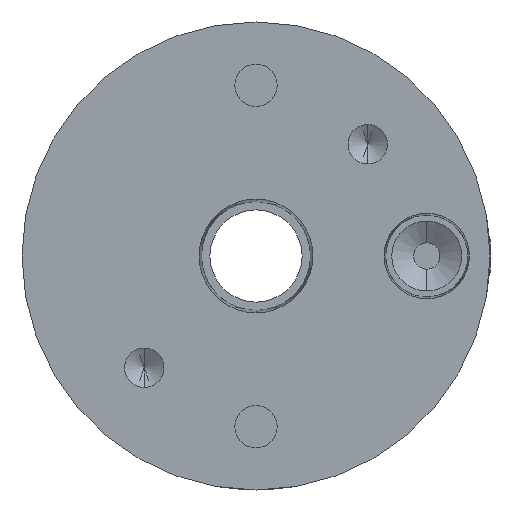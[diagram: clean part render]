
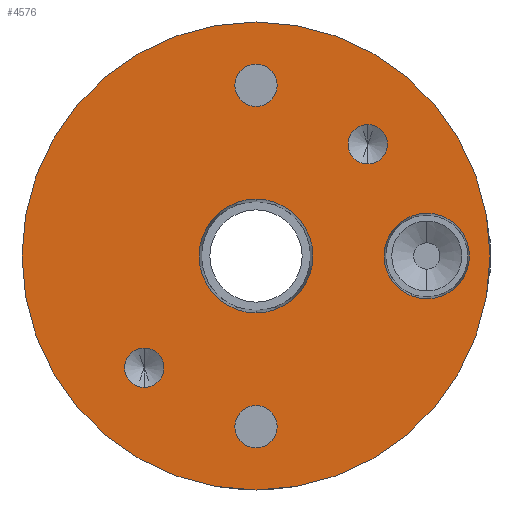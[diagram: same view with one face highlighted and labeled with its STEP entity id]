
A CAD part, front view. The second image highlights one B-rep face of the part: STEP entity #4576.
In plain terms, the highlighted planar face has unit normal (0, -1, 0).
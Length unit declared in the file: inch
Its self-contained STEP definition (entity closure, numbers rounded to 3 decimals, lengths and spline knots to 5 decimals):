
#52 = CIRCLE ( 'NONE', #1347, 0.09375 ) ;
#74 = EDGE_LOOP ( 'NONE', ( #3988, #506 ) ) ;
#128 = EDGE_CURVE ( 'NONE', #1636, #3146, #2708, .T. ) ;
#169 = EDGE_CURVE ( 'NONE', #2048, #4769, #1998, .T. ) ;
#312 = DIRECTION ( 'NONE',  ( 0., -1., 0. ) ) ;
#328 = CARTESIAN_POINT ( 'NONE',  ( 0., -1.1875, 0.81 ) ) ;
#368 = CARTESIAN_POINT ( 'NONE',  ( -0.53033, -1.1875, -0.53033 ) ) ;
#429 = CARTESIAN_POINT ( 'NONE',  ( 0., -1.1875, -0.81 ) ) ;
#506 = ORIENTED_EDGE ( 'NONE', *, *, #2630, .F. ) ;
#510 = DIRECTION ( 'NONE',  ( 0., 1., 0. ) ) ;
#521 = EDGE_CURVE ( 'NONE', #4651, #5181, #3437, .T. ) ;
#558 = CIRCLE ( 'NONE', #3608, 0.09375 ) ;
#589 = DIRECTION ( 'NONE',  ( 0., -1., 0. ) ) ;
#616 = EDGE_CURVE ( 'NONE', #2106, #4065, #3612, .T. ) ;
#705 = CARTESIAN_POINT ( 'NONE',  ( 0., -1.1875, -0.81 ) ) ;
#730 = CARTESIAN_POINT ( 'NONE',  ( 0., -1.1875, 0.9105 ) ) ;
#748 = CARTESIAN_POINT ( 'NONE',  ( 0.53033, -1.1875, 0.43658 ) ) ;
#757 = DIRECTION ( 'NONE',  ( 0., 0., -1. ) ) ;
#776 = DIRECTION ( 'NONE',  ( 0., 0., -1. ) ) ;
#799 = VERTEX_POINT ( 'NONE', #730 ) ;
#803 = DIRECTION ( 'NONE',  ( 0., 0., -1. ) ) ;
#849 = CARTESIAN_POINT ( 'NONE',  ( 0., -1.1875, -0.27002 ) ) ;
#899 = DIRECTION ( 'NONE',  ( 0., 1., 0. ) ) ;
#925 = CARTESIAN_POINT ( 'NONE',  ( 0., -1.1875, 0.7095 ) ) ;
#951 = VERTEX_POINT ( 'NONE', #2587 ) ;
#985 = AXIS2_PLACEMENT_3D ( 'NONE', #3172, #3999, #5381 ) ;
#995 = CARTESIAN_POINT ( 'NONE',  ( 0., -1.1875, -0.7095 ) ) ;
#1117 = CARTESIAN_POINT ( 'NONE',  ( 0.81, -1.1875, -0.2025 ) ) ;
#1159 = CARTESIAN_POINT ( 'NONE',  ( 0.81, -1.1875, 0. ) ) ;
#1180 = EDGE_CURVE ( 'NONE', #4769, #2048, #1490, .T. ) ;
#1220 = CARTESIAN_POINT ( 'NONE',  ( 0., -1.1875, 0. ) ) ;
#1242 = CIRCLE ( 'NONE', #3534, 1.11 ) ;
#1244 = AXIS2_PLACEMENT_3D ( 'NONE', #3659, #2389, #776 ) ;
#1266 = CARTESIAN_POINT ( 'NONE',  ( 0., -1.1875, 1.11 ) ) ;
#1283 = ORIENTED_EDGE ( 'NONE', *, *, #5253, .F. ) ;
#1306 = CARTESIAN_POINT ( 'NONE',  ( 0.81, -1.1875, 0. ) ) ;
#1347 = AXIS2_PLACEMENT_3D ( 'NONE', #2963, #2504, #3345 ) ;
#1378 = EDGE_CURVE ( 'NONE', #4065, #2106, #1242, .T. ) ;
#1447 = EDGE_CURVE ( 'NONE', #5256, #799, #4672, .T. ) ;
#1490 = CIRCLE ( 'NONE', #2378, 0.1005 ) ;
#1523 = ORIENTED_EDGE ( 'NONE', *, *, #1180, .F. ) ;
#1538 = FACE_BOUND ( 'NONE', #3037, .T. ) ;
#1552 = AXIS2_PLACEMENT_3D ( 'NONE', #1159, #4445, #1605 ) ;
#1565 = AXIS2_PLACEMENT_3D ( 'NONE', #328, #3530, #5223 ) ;
#1602 = DIRECTION ( 'NONE',  ( 0., 0., -1. ) ) ;
#1605 = DIRECTION ( 'NONE',  ( 0., 0., -1. ) ) ;
#1620 = DIRECTION ( 'NONE',  ( 0., -1., 0. ) ) ;
#1636 = VERTEX_POINT ( 'NONE', #1117 ) ;
#1669 = ORIENTED_EDGE ( 'NONE', *, *, #128, .F. ) ;
#1692 = ORIENTED_EDGE ( 'NONE', *, *, #1378, .F. ) ;
#1711 = DIRECTION ( 'NONE',  ( 0., -1., 0. ) ) ;
#1719 = CARTESIAN_POINT ( 'NONE',  ( 0., -1.1875, -1.11 ) ) ;
#1749 = EDGE_CURVE ( 'NONE', #951, #2712, #3632, .T. ) ;
#1793 = ORIENTED_EDGE ( 'NONE', *, *, #2794, .F. ) ;
#1858 = VERTEX_POINT ( 'NONE', #2849 ) ;
#1998 = CIRCLE ( 'NONE', #4839, 0.1005 ) ;
#2048 = VERTEX_POINT ( 'NONE', #5282 ) ;
#2075 = EDGE_LOOP ( 'NONE', ( #5410, #1523 ) ) ;
#2106 = VERTEX_POINT ( 'NONE', #1719 ) ;
#2202 = ORIENTED_EDGE ( 'NONE', *, *, #5067, .F. ) ;
#2374 = FACE_BOUND ( 'NONE', #3783, .T. ) ;
#2378 = AXIS2_PLACEMENT_3D ( 'NONE', #705, #312, #757 ) ;
#2379 = AXIS2_PLACEMENT_3D ( 'NONE', #3289, #1620, #4981 ) ;
#2389 = DIRECTION ( 'NONE',  ( 0., -1., 0. ) ) ;
#2504 = DIRECTION ( 'NONE',  ( 0., -1., 0. ) ) ;
#2538 = DIRECTION ( 'NONE',  ( 0., 0., 1. ) ) ;
#2587 = CARTESIAN_POINT ( 'NONE',  ( 0.53033, -1.1875, 0.62408 ) ) ;
#2593 = CARTESIAN_POINT ( 'NONE',  ( 0.81, -1.1875, 0.2025 ) ) ;
#2630 = EDGE_CURVE ( 'NONE', #1858, #2673, #3252, .T. ) ;
#2673 = VERTEX_POINT ( 'NONE', #3692 ) ;
#2708 = CIRCLE ( 'NONE', #1552, 0.2025 ) ;
#2712 = VERTEX_POINT ( 'NONE', #748 ) ;
#2786 = PLANE ( 'NONE',  #4159 ) ;
#2794 = EDGE_CURVE ( 'NONE', #2712, #951, #558, .T. ) ;
#2849 = CARTESIAN_POINT ( 'NONE',  ( -0.53033, -1.1875, -0.43658 ) ) ;
#2854 = ORIENTED_EDGE ( 'NONE', *, *, #1447, .F. ) ;
#2924 = CARTESIAN_POINT ( 'NONE',  ( 0.53033, -1.1875, 0.53033 ) ) ;
#2956 = ORIENTED_EDGE ( 'NONE', *, *, #1749, .F. ) ;
#2963 = CARTESIAN_POINT ( 'NONE',  ( -0.53033, -1.1875, -0.53033 ) ) ;
#3037 = EDGE_LOOP ( 'NONE', ( #1669, #1283 ) ) ;
#3066 = DIRECTION ( 'NONE',  ( 0., 0., -1. ) ) ;
#3141 = EDGE_LOOP ( 'NONE', ( #1793, #2956 ) ) ;
#3146 = VERTEX_POINT ( 'NONE', #2593 ) ;
#3167 = AXIS2_PLACEMENT_3D ( 'NONE', #368, #5407, #1602 ) ;
#3172 = CARTESIAN_POINT ( 'NONE',  ( 0., -1.1875, 0. ) ) ;
#3252 = CIRCLE ( 'NONE', #3167, 0.09375 ) ;
#3260 = DIRECTION ( 'NONE',  ( 0., 0., 1. ) ) ;
#3282 = ORIENTED_EDGE ( 'NONE', *, *, #521, .F. ) ;
#3289 = CARTESIAN_POINT ( 'NONE',  ( 0., -1.1875, 0.81 ) ) ;
#3291 = FACE_BOUND ( 'NONE', #4822, .T. ) ;
#3310 = DIRECTION ( 'NONE',  ( 0., -1., 0. ) ) ;
#3345 = DIRECTION ( 'NONE',  ( 0., 0., -1. ) ) ;
#3437 = CIRCLE ( 'NONE', #985, 0.27002 ) ;
#3530 = DIRECTION ( 'NONE',  ( 0., -1., 0. ) ) ;
#3534 = AXIS2_PLACEMENT_3D ( 'NONE', #1220, #510, #4183 ) ;
#3565 = EDGE_LOOP ( 'NONE', ( #1692, #4828 ) ) ;
#3608 = AXIS2_PLACEMENT_3D ( 'NONE', #5217, #589, #3066 ) ;
#3612 = CIRCLE ( 'NONE', #4475, 1.11 ) ;
#3621 = CIRCLE ( 'NONE', #1244, 0.27002 ) ;
#3630 = CARTESIAN_POINT ( 'NONE',  ( 1.11, -1.1875, 0. ) ) ;
#3632 = CIRCLE ( 'NONE', #5226, 0.09375 ) ;
#3659 = CARTESIAN_POINT ( 'NONE',  ( 0., -1.1875, 0. ) ) ;
#3671 = FACE_BOUND ( 'NONE', #2075, .T. ) ;
#3692 = CARTESIAN_POINT ( 'NONE',  ( -0.53033, -1.1875, -0.62408 ) ) ;
#3783 = EDGE_LOOP ( 'NONE', ( #4628, #3282 ) ) ;
#3956 = EDGE_CURVE ( 'NONE', #5181, #4651, #3621, .T. ) ;
#3959 = CIRCLE ( 'NONE', #1565, 0.1005 ) ;
#3988 = ORIENTED_EDGE ( 'NONE', *, *, #4639, .F. ) ;
#3999 = DIRECTION ( 'NONE',  ( 0., -1., 0. ) ) ;
#4065 = VERTEX_POINT ( 'NONE', #1266 ) ;
#4159 = AXIS2_PLACEMENT_3D ( 'NONE', #3630, #4462, #3260 ) ;
#4167 = CARTESIAN_POINT ( 'NONE',  ( 0., -1.1875, 0.27002 ) ) ;
#4183 = DIRECTION ( 'NONE',  ( 0., 0., 1. ) ) ;
#4232 = CARTESIAN_POINT ( 'NONE',  ( 0., -1.1875, 0. ) ) ;
#4445 = DIRECTION ( 'NONE',  ( 0., -1., 0. ) ) ;
#4462 = DIRECTION ( 'NONE',  ( 0., 1., 0. ) ) ;
#4475 = AXIS2_PLACEMENT_3D ( 'NONE', #4232, #899, #2538 ) ;
#4576 = ADVANCED_FACE ( 'NONE', ( #4921, #4950, #1538, #3291, #3671, #2374, #5341 ), #2786, .F. ) ;
#4628 = ORIENTED_EDGE ( 'NONE', *, *, #3956, .F. ) ;
#4639 = EDGE_CURVE ( 'NONE', #2673, #1858, #52, .T. ) ;
#4651 = VERTEX_POINT ( 'NONE', #4167 ) ;
#4668 = DIRECTION ( 'NONE',  ( 0., 0., -1. ) ) ;
#4672 = CIRCLE ( 'NONE', #2379, 0.1005 ) ;
#4746 = AXIS2_PLACEMENT_3D ( 'NONE', #1306, #5126, #4668 ) ;
#4769 = VERTEX_POINT ( 'NONE', #995 ) ;
#4822 = EDGE_LOOP ( 'NONE', ( #2854, #2202 ) ) ;
#4828 = ORIENTED_EDGE ( 'NONE', *, *, #616, .F. ) ;
#4839 = AXIS2_PLACEMENT_3D ( 'NONE', #429, #1711, #4990 ) ;
#4921 = FACE_BOUND ( 'NONE', #74, .T. ) ;
#4950 = FACE_BOUND ( 'NONE', #3141, .T. ) ;
#4981 = DIRECTION ( 'NONE',  ( 0., 0., -1. ) ) ;
#4990 = DIRECTION ( 'NONE',  ( 0., 0., -1. ) ) ;
#5013 = CIRCLE ( 'NONE', #4746, 0.2025 ) ;
#5067 = EDGE_CURVE ( 'NONE', #799, #5256, #3959, .T. ) ;
#5126 = DIRECTION ( 'NONE',  ( 0., -1., 0. ) ) ;
#5181 = VERTEX_POINT ( 'NONE', #849 ) ;
#5217 = CARTESIAN_POINT ( 'NONE',  ( 0.53033, -1.1875, 0.53033 ) ) ;
#5223 = DIRECTION ( 'NONE',  ( 0., 0., -1. ) ) ;
#5226 = AXIS2_PLACEMENT_3D ( 'NONE', #2924, #3310, #803 ) ;
#5253 = EDGE_CURVE ( 'NONE', #3146, #1636, #5013, .T. ) ;
#5256 = VERTEX_POINT ( 'NONE', #925 ) ;
#5282 = CARTESIAN_POINT ( 'NONE',  ( 0., -1.1875, -0.9105 ) ) ;
#5341 = FACE_OUTER_BOUND ( 'NONE', #3565, .T. ) ;
#5381 = DIRECTION ( 'NONE',  ( 0., 0., -1. ) ) ;
#5407 = DIRECTION ( 'NONE',  ( 0., -1., 0. ) ) ;
#5410 = ORIENTED_EDGE ( 'NONE', *, *, #169, .F. ) ;
